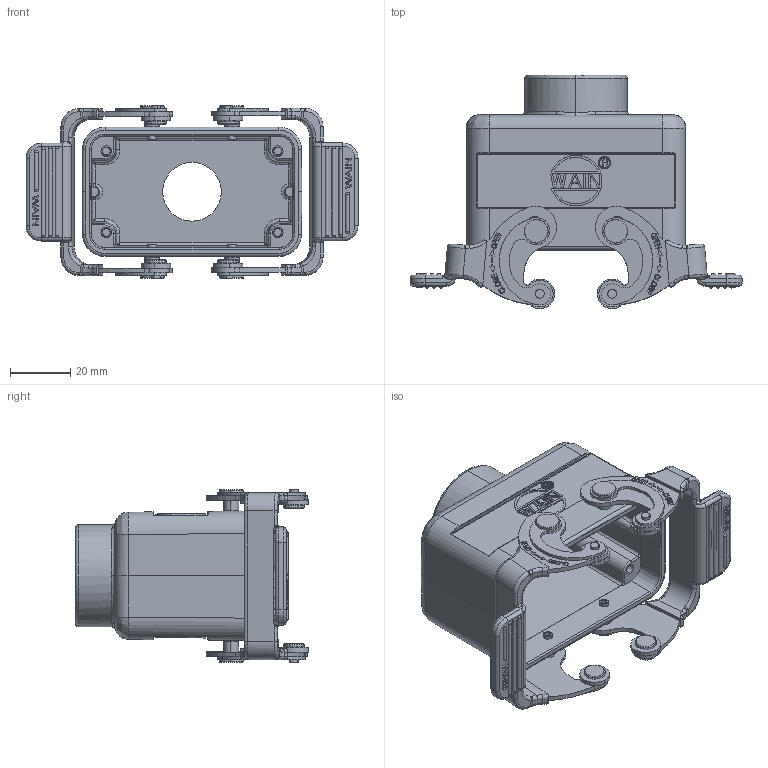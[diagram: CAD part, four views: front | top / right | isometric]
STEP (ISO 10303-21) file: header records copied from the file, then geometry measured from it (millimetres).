
FILE_DESCRIPTION((''),'2;1');
FILE_NAME('H10B-CCT-2L_SC-M25','2020-09-29T',('f.li'),(''),'PRO/ENGINEER BY PARAMETRIC TECHNOLOGY CORPORATION, 2012480','PRO/ENGINEER BY PARAMETRIC TECHNOLOGY CORPORATION, 2012480','');
FILE_SCHEMA(('CONFIG_CONTROL_DESIGN'));
Products named in the file (1): H10B-CCT-2L_SC-M25
Bounding box: 110.3 x 77.5 x 57.5 mm (x, y, z)
Volume: 60489.3 mm3; surface area: 39657.2 mm2
Topology: 1 solids, 1 shells, 1608 faces, 4237 edges, 2793 vertices
Faces by surface type: plane 810, cylinder 338, extrusion 162, bspline 114, torus 80, cone 68, sphere 36
Entity records: 58069 total; most frequent: CARTESIAN_POINT 18916, ORIENTED_EDGE 8446, DIRECTION 7470, EDGE_CURVE 4223, VERTEX_POINT 2793, VECTOR 2534, AXIS2_PLACEMENT_3D 2468, LINE 2372
